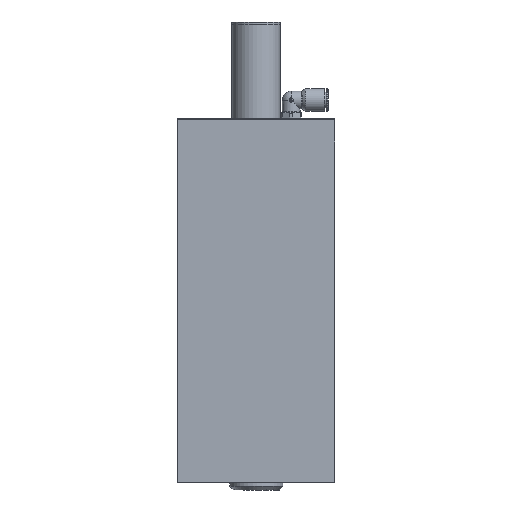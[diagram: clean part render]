
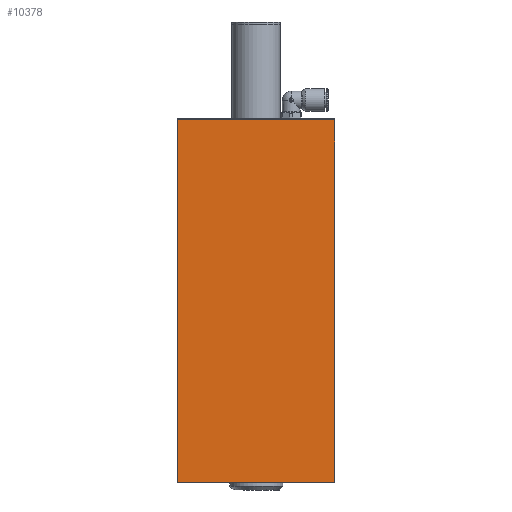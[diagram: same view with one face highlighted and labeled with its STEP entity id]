
A CAD part, front view. The second image highlights one B-rep face of the part: STEP entity #10378.
In plain terms, the highlighted planar face has unit normal (0, -1, 0).
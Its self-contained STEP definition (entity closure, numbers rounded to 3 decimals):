
#395=PLANE('',#11338);
#883=FACE_OUTER_BOUND('',#1511,.T.);
#1511=EDGE_LOOP('',(#8010,#8011,#8012,#8013));
#2297=LINE('',#16789,#3108);
#2298=LINE('',#16791,#3109);
#2299=LINE('',#16793,#3110);
#2300=LINE('',#16794,#3111);
#3108=VECTOR('',#13721,10.);
#3109=VECTOR('',#13722,10.);
#3110=VECTOR('',#13723,10.);
#3111=VECTOR('',#13724,10.);
#4528=VERTEX_POINT('',#16787);
#4529=VERTEX_POINT('',#16788);
#4530=VERTEX_POINT('',#16790);
#4531=VERTEX_POINT('',#16792);
#5772=EDGE_CURVE('',#4528,#4529,#2297,.T.);
#5773=EDGE_CURVE('',#4530,#4528,#2298,.T.);
#5774=EDGE_CURVE('',#4531,#4530,#2299,.T.);
#5775=EDGE_CURVE('',#4529,#4531,#2300,.T.);
#8010=ORIENTED_EDGE('',*,*,#5772,.F.);
#8011=ORIENTED_EDGE('',*,*,#5773,.F.);
#8012=ORIENTED_EDGE('',*,*,#5774,.F.);
#8013=ORIENTED_EDGE('',*,*,#5775,.F.);
#10378=ADVANCED_FACE('',(#883),#395,.F.);
#11338=AXIS2_PLACEMENT_3D('',#16786,#13719,#13720);
#13719=DIRECTION('center_axis',(0.,1.,0.));
#13720=DIRECTION('ref_axis',(0.,0.,
1.));
#13721=DIRECTION('',(0.,0.,1.));
#13722=DIRECTION('',(-1.,0.,0.));
#13723=DIRECTION('',(0.,0.,-1.));
#13724=DIRECTION('',(1.,0.,0.));
#16786=CARTESIAN_POINT('Origin',(0.,-81.5,
-0.5));
#16787=CARTESIAN_POINT('',(-65.,-81.5,-150.5));
#16788=CARTESIAN_POINT('',(-65.,-81.5,149.5));
#16789=CARTESIAN_POINT('',(-65.,-81.5,-150.5));
#16790=CARTESIAN_POINT('',(65.,-81.5,-150.5));
#16791=CARTESIAN_POINT('',(65.,-81.5,-150.5));
#16792=CARTESIAN_POINT('',(65.,-81.5,149.5));
#16793=CARTESIAN_POINT('',(65.,-81.5,149.5));
#16794=CARTESIAN_POINT('',(-65.,-81.5,149.5));
